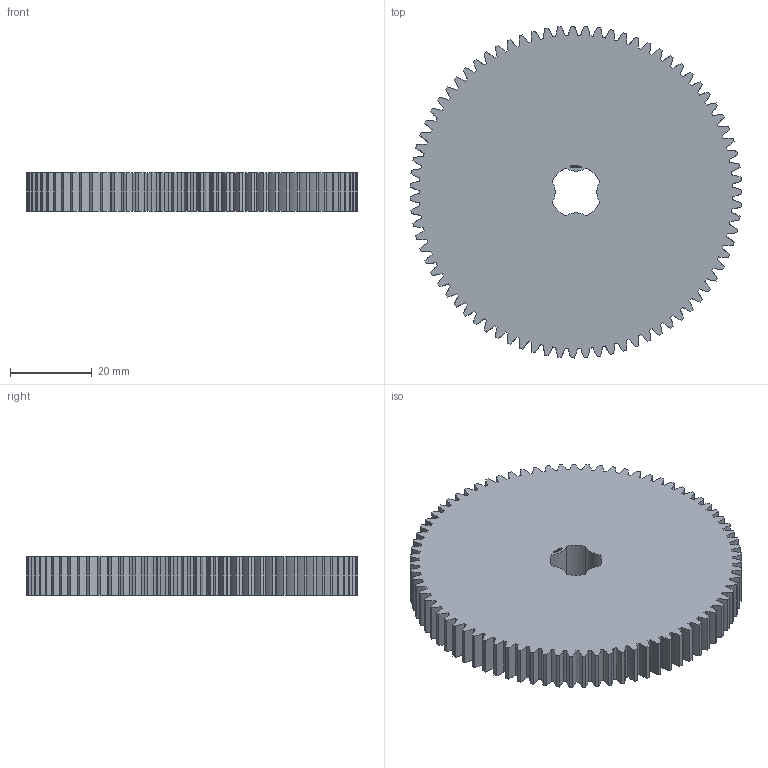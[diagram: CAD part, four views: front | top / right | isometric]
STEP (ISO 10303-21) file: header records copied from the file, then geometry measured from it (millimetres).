
FILE_DESCRIPTION(('FreeCAD Model'),'2;1');
FILE_NAME('Open CASCADE Shape Model','2024-03-10T23:34:00',(''),(''), 'Open CASCADE STEP processor 7.6','FreeCAD','Unknown');
FILE_SCHEMA(('AUTOMOTIVE_DESIGN { 1 0 10303 214 1 1 1 1 }'));
Products named in the file (1): Gear Wheel PLN TTH79 BU00.75 SFT-SHD - SPN-GWH-0295 (stemfie.org)
Bounding box: 80.98 x 81 x 9.38 mm (x, y, z)
Volume: 44758 mm3; surface area: 14617.4 mm2
Topology: 1 solids, 1 shells, 807 faces, 2325 edges, 1550 vertices
Faces by surface type: extrusion 482, plane 317, cylinder 8
Entity records: 77012 total; most frequent: CARTESIAN_POINT 28383, DIRECTION 6197, VECTOR 5497, LINE 5015, ORIENTED_EDGE 4650, PCURVE 4650, DEFINITIONAL_REPRESENTATION 4650, B_SPLINE_CURVE_WITH_KNOTS 2410
